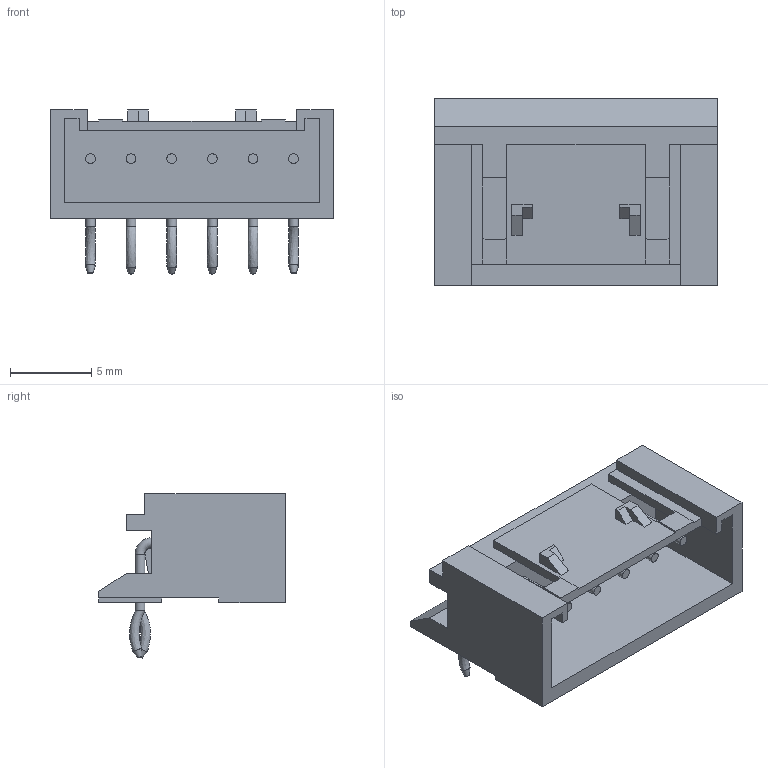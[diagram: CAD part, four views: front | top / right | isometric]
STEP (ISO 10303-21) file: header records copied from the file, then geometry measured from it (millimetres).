
FILE_DESCRIPTION(/* description */ (''),/* implementation_level */ '2;1');
FILE_NAME(/* name */ '534260610wbm000_01_214.stp',/* time_stamp */ '2023-12-12T11:29:43+06:00',/* author */ (''),/* organization */ (''),/* preprocessor_version */ 'ST-DEVELOPER v16.7',/* originating_system */ 'SIEMENS PLM Software NX 1919',/* authorisation */ '');
FILE_SCHEMA (('AUTOMOTIVE_DESIGN { 1 0 10303 214 3 1 1 1 }'));
Length unit declared in the file: millimetre
Products named in the file (1): 534260610wbm000_01
Bounding box: 17.4 x 11.5 x 10.1 mm (x, y, z)
Volume: 500.5 mm3; surface area: 1169.6 mm2
Topology: 1 solids, 1 shells, 171 faces, 500 edges, 335 vertices
Faces by surface type: plane 129, cylinder 24, bspline 12, torus 6
Full cylindrical faces by diameter (mm): 0.6 x18
Entity records: 8346 total; most frequent: CARTESIAN_POINT 4128, ORIENTED_EDGE 866, DIRECTION 771, EDGE_CURVE 433, LINE 355, VECTOR 355, VERTEX_POINT 304, EDGE_LOOP 239
